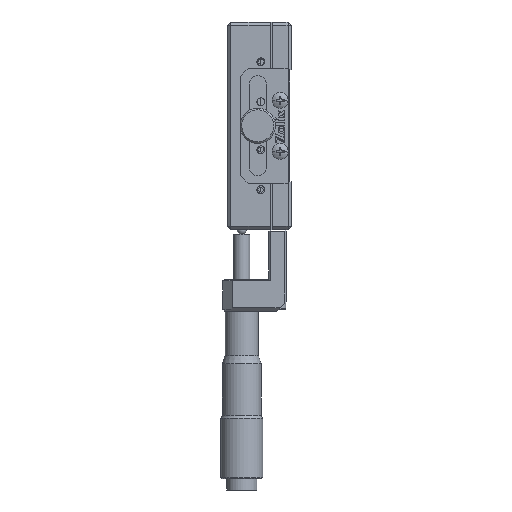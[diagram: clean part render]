
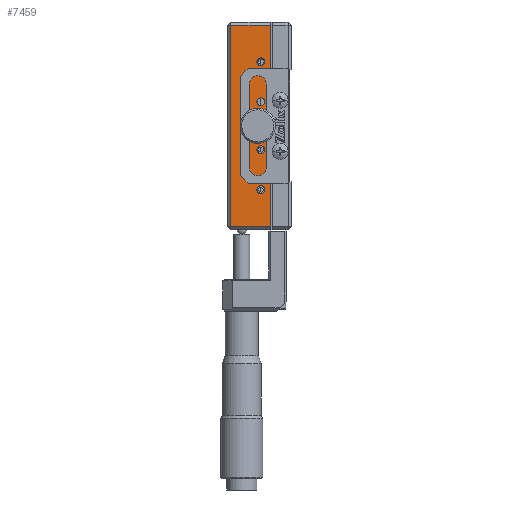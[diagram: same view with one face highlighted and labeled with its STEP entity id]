
A CAD part, left-side view. The second image highlights one B-rep face of the part: STEP entity #7459.
In plain terms, the highlighted planar face has unit normal (-1, 0, 0).
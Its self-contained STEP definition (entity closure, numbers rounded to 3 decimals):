
#178 = CARTESIAN_POINT ( 'NONE',  ( -30.469, 7.545, 102.299 ) ) ;
#238 = ORIENTED_EDGE ( 'NONE', *, *, #23772, .F. ) ;
#443 = CARTESIAN_POINT ( 'NONE',  ( -30.469, 4.545, 63.549 ) ) ;
#645 = EDGE_CURVE ( 'NONE', #10526, #16481, #17321, .T. ) ;
#803 = DIRECTION ( 'NONE',  ( 0., 0., 1. ) ) ;
#852 = CARTESIAN_POINT ( 'NONE',  ( -30.469, 7.545, 74.799 ) ) ;
#1182 = EDGE_LOOP ( 'NONE', ( #20560, #6676 ) ) ;
#1670 = CARTESIAN_POINT ( 'NONE',  ( -30.469, 7.545, 87.299 ) ) ;
#1985 = ORIENTED_EDGE ( 'NONE', *, *, #14591, .T. ) ;
#2003 = DIRECTION ( 'NONE',  ( 0., 0., 1. ) ) ;
#2172 = CIRCLE ( 'NONE', #2299, 1.25 ) ;
#2299 = AXIS2_PLACEMENT_3D ( 'NONE', #21093, #2682, #803 ) ;
#2300 = EDGE_CURVE ( 'NONE', #4631, #10319, #6378, .T. ) ;
#2606 = CARTESIAN_POINT ( 'NONE',  ( -30.469, 8.545, 93.949 ) ) ;
#2682 = DIRECTION ( 'NONE',  ( -1., 0., 0. ) ) ;
#2948 = CARTESIAN_POINT ( 'NONE',  ( -30.469, 8.545, 96.049 ) ) ;
#3188 = DIRECTION ( 'NONE',  ( 0., 1., 0. ) ) ;
#3191 = CARTESIAN_POINT ( 'NONE',  ( -30.469, 7.545, 103.549 ) ) ;
#3583 = VERTEX_POINT ( 'NONE', #15592 ) ;
#3678 = CARTESIAN_POINT ( 'NONE',  ( -30.469, 7.545, 114.799 ) ) ;
#3944 = VERTEX_POINT ( 'NONE', #21310 ) ;
#4187 = AXIS2_PLACEMENT_3D ( 'NONE', #6816, #7045, #23927 ) ;
#4208 = AXIS2_PLACEMENT_3D ( 'NONE', #2948, #19719, #14160 ) ;
#4631 = VERTEX_POINT ( 'NONE', #6202 ) ;
#5107 = AXIS2_PLACEMENT_3D ( 'NONE', #18875, #16836, #7643 ) ;
#5551 = VECTOR ( 'NONE', #3188, 1000. ) ;
#5571 = FACE_BOUND ( 'NONE', #18577, .T. ) ;
#5620 = ORIENTED_EDGE ( 'NONE', *, *, #7813, .F. ) ;
#5956 = CARTESIAN_POINT ( 'NONE',  ( -30.469, 17.045, 127.549 ) ) ;
#6118 = DIRECTION ( 'NONE',  ( 0., 0., 1. ) ) ;
#6202 = CARTESIAN_POINT ( 'NONE',  ( -30.469, 7.545, 77.299 ) ) ;
#6256 = DIRECTION ( 'NONE',  ( 0., 0., 1. ) ) ;
#6378 = CIRCLE ( 'NONE', #17421, 1.25 ) ;
#6676 = ORIENTED_EDGE ( 'NONE', *, *, #11916, .F. ) ;
#6716 = EDGE_CURVE ( 'NONE', #15539, #23069, #7954, .T. ) ;
#6779 = ORIENTED_EDGE ( 'NONE', *, *, #2300, .F. ) ;
#6816 = CARTESIAN_POINT ( 'NONE',  ( -30.469, 4.545, 63.549 ) ) ;
#7045 = DIRECTION ( 'NONE',  ( -1., 0., 0. ) ) ;
#7101 = CARTESIAN_POINT ( 'NONE',  ( -30.469, 4.545, 127.549 ) ) ;
#7250 = CIRCLE ( 'NONE', #22273, 1.25 ) ;
#7459 = ADVANCED_FACE ( 'NONE', ( #5571, #19931, #23454, #9086, #13471, #8507 ), #21792, .T. ) ;
#7643 = DIRECTION ( 'NONE',  ( 0., 0., 1. ) ) ;
#7724 = DIRECTION ( 'NONE',  ( 0., 0., -1. ) ) ;
#7813 = EDGE_CURVE ( 'NONE', #3583, #8527, #9637, .T. ) ;
#7876 = CARTESIAN_POINT ( 'NONE',  ( -30.469, 7.545, 116.049 ) ) ;
#7954 = LINE ( 'NONE', #23046, #16759 ) ;
#7973 = AXIS2_PLACEMENT_3D ( 'NONE', #20236, #10900, #23787 ) ;
#8038 = EDGE_CURVE ( 'NONE', #14317, #15539, #13736, .T. ) ;
#8264 = VERTEX_POINT ( 'NONE', #15426 ) ;
#8507 = FACE_OUTER_BOUND ( 'NONE', #23897, .T. ) ;
#8512 = DIRECTION ( 'NONE',  ( -1., 0., 0. ) ) ;
#8527 = VERTEX_POINT ( 'NONE', #1670 ) ;
#8815 = DIRECTION ( 'NONE',  ( 0., 0., 1. ) ) ;
#9086 = FACE_BOUND ( 'NONE', #1182, .T. ) ;
#9150 = AXIS2_PLACEMENT_3D ( 'NONE', #7876, #15340, #2003 ) ;
#9384 = EDGE_LOOP ( 'NONE', ( #17060, #17219 ) ) ;
#9637 = CIRCLE ( 'NONE', #16417, 1.25 ) ;
#9792 = VECTOR ( 'NONE', #21597, 1000. ) ;
#10313 = DIRECTION ( 'NONE',  ( 0., 0., 1. ) ) ;
#10314 = VERTEX_POINT ( 'NONE', #15742 ) ;
#10319 = VERTEX_POINT ( 'NONE', #852 ) ;
#10526 = VERTEX_POINT ( 'NONE', #10729 ) ;
#10729 = CARTESIAN_POINT ( 'NONE',  ( -30.469, 7.545, 104.799 ) ) ;
#10764 = ORIENTED_EDGE ( 'NONE', *, *, #12387, .F. ) ;
#10815 = EDGE_LOOP ( 'NONE', ( #14130, #23232 ) ) ;
#10900 = DIRECTION ( 'NONE',  ( -1., 0., 0. ) ) ;
#11527 = CARTESIAN_POINT ( 'NONE',  ( -30.469, 17.045, 64.549 ) ) ;
#11916 = EDGE_CURVE ( 'NONE', #16481, #10526, #7250, .T. ) ;
#11947 = AXIS2_PLACEMENT_3D ( 'NONE', #17614, #8512, #10313 ) ;
#12009 = CARTESIAN_POINT ( 'NONE',  ( -30.469, 4.545, 64.549 ) ) ;
#12387 = EDGE_CURVE ( 'NONE', #10319, #4631, #14578, .T. ) ;
#12710 = DIRECTION ( 'NONE',  ( -1., 0., 0. ) ) ;
#12788 = DIRECTION ( 'NONE',  ( 0., 0., 1. ) ) ;
#13156 = VERTEX_POINT ( 'NONE', #3678 ) ;
#13471 = FACE_BOUND ( 'NONE', #9384, .T. ) ;
#13627 = EDGE_CURVE ( 'NONE', #3944, #13156, #16563, .T. ) ;
#13736 = LINE ( 'NONE', #7101, #5551 ) ;
#13827 = LINE ( 'NONE', #443, #16479 ) ;
#13868 = DIRECTION ( 'NONE',  ( -1., 0., 0. ) ) ;
#14130 = ORIENTED_EDGE ( 'NONE', *, *, #13627, .F. ) ;
#14160 = DIRECTION ( 'NONE',  ( 0., 0., 1. ) ) ;
#14317 = VERTEX_POINT ( 'NONE', #23842 ) ;
#14365 = CIRCLE ( 'NONE', #4208, 2.1 ) ;
#14578 = CIRCLE ( 'NONE', #17461, 1.25 ) ;
#14591 = EDGE_CURVE ( 'NONE', #23069, #10314, #15662, .T. ) ;
#15340 = DIRECTION ( 'NONE',  ( -1., 0., 0. ) ) ;
#15426 = CARTESIAN_POINT ( 'NONE',  ( -30.469, 8.545, 98.149 ) ) ;
#15539 = VERTEX_POINT ( 'NONE', #5956 ) ;
#15592 = CARTESIAN_POINT ( 'NONE',  ( -30.469, 7.545, 89.799 ) ) ;
#15662 = LINE ( 'NONE', #12009, #9792 ) ;
#15673 = CARTESIAN_POINT ( 'NONE',  ( -30.469, 7.545, 76.049 ) ) ;
#15742 = CARTESIAN_POINT ( 'NONE',  ( -30.469, 4.545, 64.549 ) ) ;
#15905 = ORIENTED_EDGE ( 'NONE', *, *, #8038, .T. ) ;
#16055 = EDGE_CURVE ( 'NONE', #10314, #14317, #13827, .T. ) ;
#16417 = AXIS2_PLACEMENT_3D ( 'NONE', #19304, #19391, #6118 ) ;
#16479 = VECTOR ( 'NONE', #17145, 1000. ) ;
#16481 = VERTEX_POINT ( 'NONE', #178 ) ;
#16563 = CIRCLE ( 'NONE', #5107, 1.25 ) ;
#16759 = VECTOR ( 'NONE', #7724, 1000. ) ;
#16836 = DIRECTION ( 'NONE',  ( -1., 0., 0. ) ) ;
#17060 = ORIENTED_EDGE ( 'NONE', *, *, #17296, .F. ) ;
#17145 = DIRECTION ( 'NONE',  ( 0., 0., 1. ) ) ;
#17219 = ORIENTED_EDGE ( 'NONE', *, *, #19665, .F. ) ;
#17296 = EDGE_CURVE ( 'NONE', #8264, #21031, #14365, .T. ) ;
#17321 = CIRCLE ( 'NONE', #7973, 1.25 ) ;
#17421 = AXIS2_PLACEMENT_3D ( 'NONE', #15673, #13868, #6256 ) ;
#17461 = AXIS2_PLACEMENT_3D ( 'NONE', #22205, #12710, #12788 ) ;
#17614 = CARTESIAN_POINT ( 'NONE',  ( -30.469, 8.545, 96.049 ) ) ;
#18577 = EDGE_LOOP ( 'NONE', ( #5620, #238 ) ) ;
#18875 = CARTESIAN_POINT ( 'NONE',  ( -30.469, 7.545, 116.049 ) ) ;
#19304 = CARTESIAN_POINT ( 'NONE',  ( -30.469, 7.545, 88.549 ) ) ;
#19391 = DIRECTION ( 'NONE',  ( -1., 0., 0. ) ) ;
#19665 = EDGE_CURVE ( 'NONE', #21031, #8264, #21981, .T. ) ;
#19719 = DIRECTION ( 'NONE',  ( -1., 0., 0. ) ) ;
#19931 = FACE_BOUND ( 'NONE', #22881, .T. ) ;
#20236 = CARTESIAN_POINT ( 'NONE',  ( -30.469, 7.545, 103.549 ) ) ;
#20560 = ORIENTED_EDGE ( 'NONE', *, *, #645, .F. ) ;
#21031 = VERTEX_POINT ( 'NONE', #2606 ) ;
#21093 = CARTESIAN_POINT ( 'NONE',  ( -30.469, 7.545, 88.549 ) ) ;
#21310 = CARTESIAN_POINT ( 'NONE',  ( -30.469, 7.545, 117.299 ) ) ;
#21388 = EDGE_CURVE ( 'NONE', #13156, #3944, #21889, .T. ) ;
#21597 = DIRECTION ( 'NONE',  ( 0., -1., 0. ) ) ;
#21774 = ORIENTED_EDGE ( 'NONE', *, *, #6716, .T. ) ;
#21792 = PLANE ( 'NONE',  #4187 ) ;
#21889 = CIRCLE ( 'NONE', #9150, 1.25 ) ;
#21981 = CIRCLE ( 'NONE', #11947, 2.1 ) ;
#22205 = CARTESIAN_POINT ( 'NONE',  ( -30.469, 7.545, 76.049 ) ) ;
#22273 = AXIS2_PLACEMENT_3D ( 'NONE', #3191, #23903, #8815 ) ;
#22881 = EDGE_LOOP ( 'NONE', ( #6779, #10764 ) ) ;
#23046 = CARTESIAN_POINT ( 'NONE',  ( -30.469, 17.045, 63.549 ) ) ;
#23069 = VERTEX_POINT ( 'NONE', #11527 ) ;
#23232 = ORIENTED_EDGE ( 'NONE', *, *, #21388, .F. ) ;
#23454 = FACE_BOUND ( 'NONE', #10815, .T. ) ;
#23772 = EDGE_CURVE ( 'NONE', #8527, #3583, #2172, .T. ) ;
#23787 = DIRECTION ( 'NONE',  ( 0., 0., 1. ) ) ;
#23842 = CARTESIAN_POINT ( 'NONE',  ( -30.469, 4.545, 127.549 ) ) ;
#23897 = EDGE_LOOP ( 'NONE', ( #24294, #15905, #21774, #1985 ) ) ;
#23903 = DIRECTION ( 'NONE',  ( -1., 0., 0. ) ) ;
#23927 = DIRECTION ( 'NONE',  ( 0., 0., 1. ) ) ;
#24294 = ORIENTED_EDGE ( 'NONE', *, *, #16055, .T. ) ;
